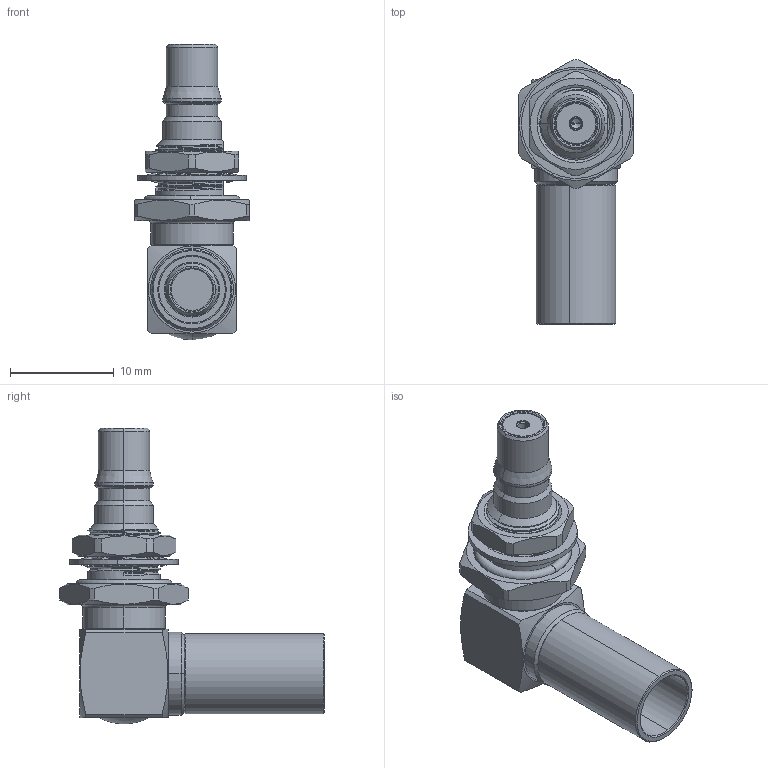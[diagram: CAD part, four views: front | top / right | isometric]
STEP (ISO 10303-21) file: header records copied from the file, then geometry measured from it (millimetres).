
FILE_DESCRIPTION (( 'STEP AP214' ), '1' );
FILE_NAME ('Ðîçåòêà_ÑÐ-50-4-02-Ð-Ó-7.STEP', '2018-11-28T12:06:39', ( 'User' ), ( '' ), 'SwSTEP 2.0', 'SolidWorks 2016', '' );
FILE_SCHEMA (( 'AUTOMOTIVE_DESIGN' ));
Length unit declared in the file: millimetre
Products named in the file (1): Ðîçåòêà_ÑÐ-50-4-02-Ð-Ó-7
Bounding box: 11 x 25.5 x 28.5 mm (x, y, z)
Volume: 1738 mm3; surface area: 2228.8 mm2
Topology: 4 solids, 4 shells, 269 faces, 681 edges, 429 vertices
Faces by surface type: cylinder 89, bspline 73, cone 50, plane 43, torus 12, sphere 2
Entity records: 17823 total; most frequent: CARTESIAN_POINT 11953, ORIENTED_EDGE 1358, DIRECTION 984, EDGE_CURVE 679, VERTEX_POINT 429, AXIS2_PLACEMENT_3D 400, EDGE_LOOP 286, ADVANCED_FACE 269
